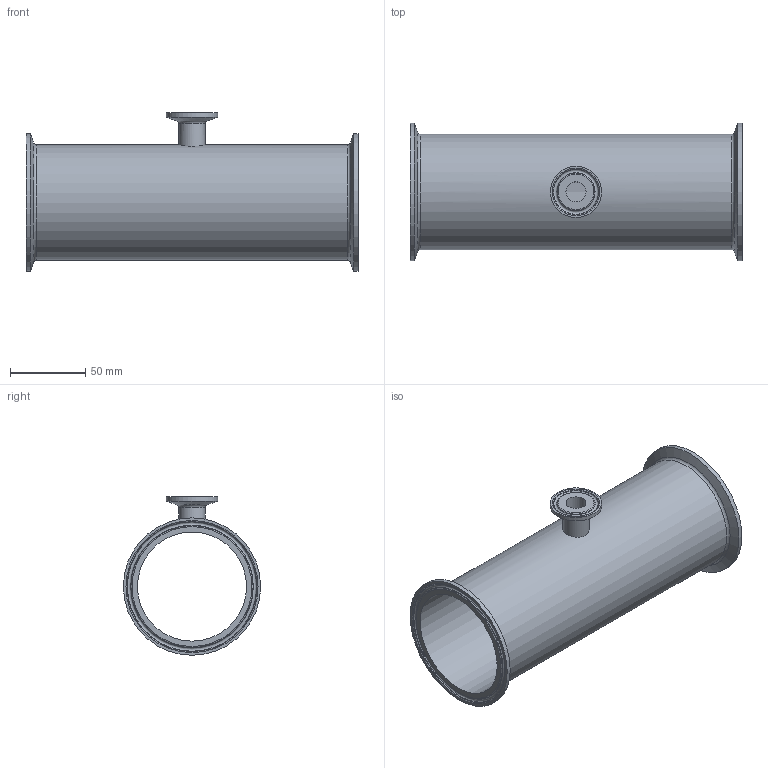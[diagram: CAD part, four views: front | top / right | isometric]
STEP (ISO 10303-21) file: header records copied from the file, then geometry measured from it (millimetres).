
FILE_DESCRIPTION(/* description */ (''),/* implementation_level */ '2;1');
FILE_NAME(/* name */ '7MD(S) 30×03.stp',/* time_stamp */ '2022-04-20T11:23:24+09:00',/* author */ ('3dcad-eng'),/* organization */ (''),/* preprocessor_version */ 'ST-DEVELOPER v18.1',/* originating_system */ 'Autodesk Inventor 2022',/* authorisation */ '');
FILE_SCHEMA (('AUTOMOTIVE_DESIGN { 1 0 10303 214 3 1 1 }'));
Length unit declared in the file: millimetre
Products named in the file (1): 7MD(S) 30×03
Bounding box: 220 x 91 x 105 mm (x, y, z)
Volume: 121326.6 mm3; surface area: 114607.9 mm2
Topology: 1 solids, 1 shells, 36 faces, 81 edges, 52 vertices
Faces by surface type: torus 12, cone 9, cylinder 8, plane 7
Full cylindrical faces by diameter (mm): 13.3 x1, 14 x1, 17.3 x1, 34 x1, 72.3 x1, 76.3 x1, 91 x2
Entity records: 1146 total; most frequent: CARTESIAN_POINT 238, DIRECTION 211, ORIENTED_EDGE 162, AXIS2_PLACEMENT_3D 97, EDGE_CURVE 81, CIRCLE 60, VERTEX_POINT 52, EDGE_LOOP 45
